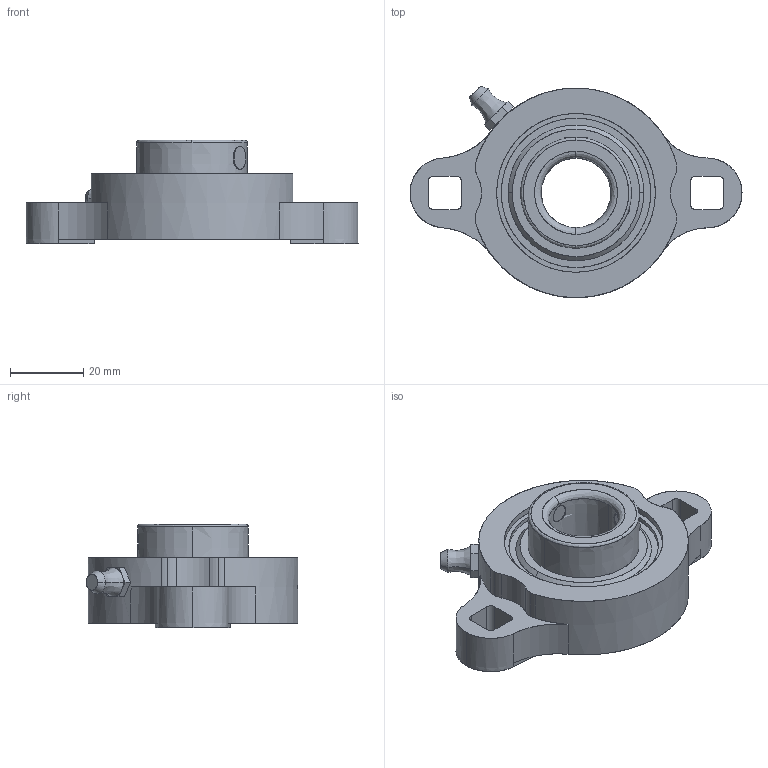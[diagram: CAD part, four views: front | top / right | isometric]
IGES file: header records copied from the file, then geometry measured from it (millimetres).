
Start section: SolidWorks IGES file using analytic representation for surfaces
Global section: file name: VFDEFAU0817955134381.igs; native system: SolidWorks 2007; preprocessor: SolidWorks 2007; author: partstream; date: 070817.095512; units: millimetre
Bounding box: 90.49 x 57.66 x 28.18 mm (x, y, z)
Surface area: 13746.1 mm2 (no closed solid volume)
Topology: 0 solids, 0 shells, 119 faces, 2386 edges, 2392 vertices
Faces by surface type: revolution 63, bspline 56
